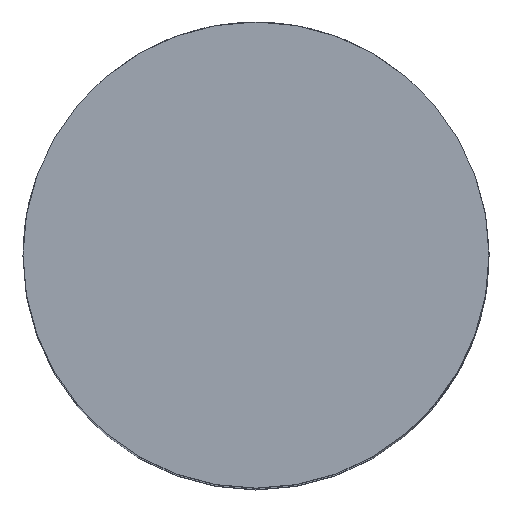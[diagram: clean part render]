
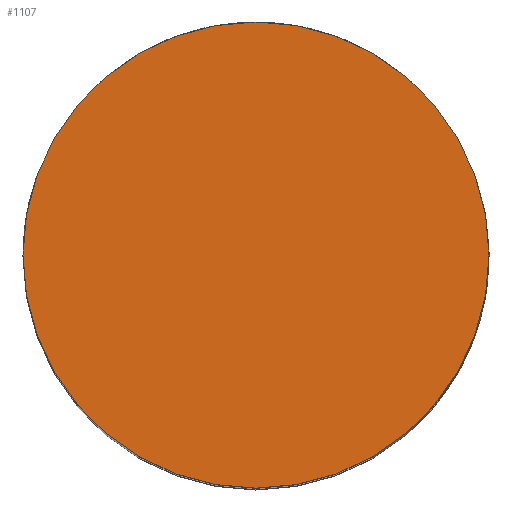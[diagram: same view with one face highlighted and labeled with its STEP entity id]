
A CAD part, top view. The second image highlights one B-rep face of the part: STEP entity #1107.
In plain terms, the highlighted planar face has unit normal (0, 0, 1).
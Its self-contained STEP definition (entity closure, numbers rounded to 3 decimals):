
#68=CIRCLE('',#1186,30.);
#144=FACE_OUTER_BOUND('',#213,.T.);
#213=EDGE_LOOP('',(#787));
#470=VERTEX_POINT('',#1714);
#579=EDGE_CURVE('',#470,#470,#68,.T.);
#787=ORIENTED_EDGE('',*,*,#579,.T.);
#1069=PLANE('',#1203);
#1107=ADVANCED_FACE('',(#144),#1069,.T.);
#1186=AXIS2_PLACEMENT_3D('',#1715,#1340,#1341);
#1203=AXIS2_PLACEMENT_3D('',#1769,#1390,#1391);
#1340=DIRECTION('center_axis',(0.,0.,1.));
#1341=DIRECTION('ref_axis',(1.,0.,0.));
#1390=DIRECTION('center_axis',(0.,0.,1.));
#1391=DIRECTION('ref_axis',(1.,0.,0.));
#1714=CARTESIAN_POINT('',(-30.,0.,140.));
#1715=CARTESIAN_POINT('Origin',(0.,0.,140.));
#1769=CARTESIAN_POINT('Origin',(0.,0.,140.));
